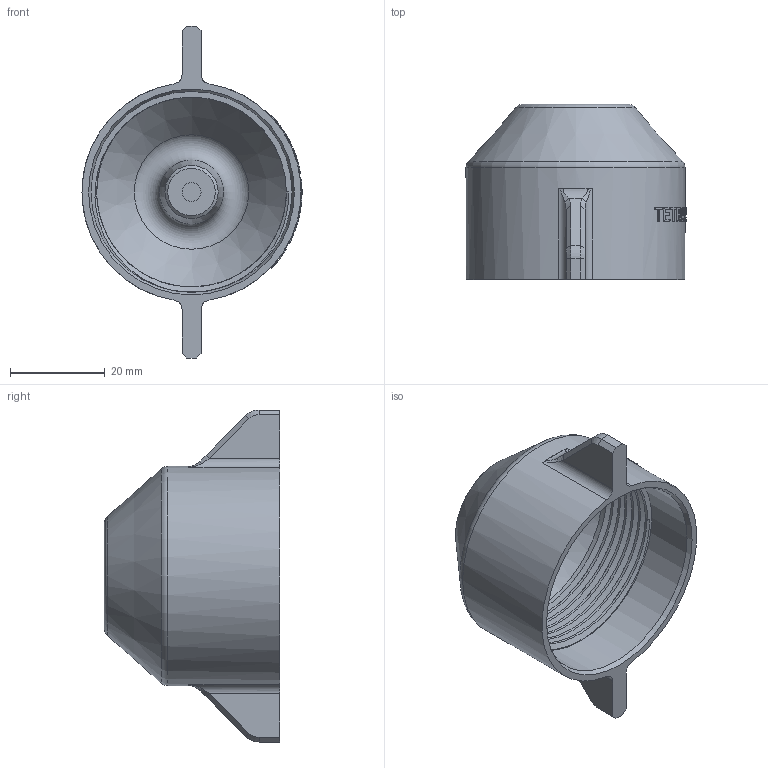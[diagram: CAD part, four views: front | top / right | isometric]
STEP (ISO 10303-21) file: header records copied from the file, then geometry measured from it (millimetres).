
FILE_DESCRIPTION(/* description */ ('STEP AP214'),/* implementation_level */ '2;1');
FILE_NAME(/* name */ 'TetraValveCap v3.stp',/* time_stamp */ '2020-05-20T13:24:02-07:00',/* author */ ('paddy'),/* organization */ (''),/* preprocessor_version */ 'ST-DEVELOPER v18.1',/* originating_system */ 'Autodesk Inventor 2021',/* authorisation */ '');
FILE_SCHEMA (('AUTOMOTIVE_DESIGN { 1 0 10303 214 3 1 1 }'));
Length unit declared in the file: millimetre
Products named in the file (1): Part3
Bounding box: 46.4 x 36.94 x 70 mm (x, y, z)
Volume: 13691.9 mm3; surface area: 13234.7 mm2
Topology: 1 solids, 1 shells, 266 faces, 729 edges, 483 vertices
Faces by surface type: bspline 140, plane 71, cylinder 43, cone 9, torus 3
Full cylindrical faces by diameter (mm): 4 x1, 40.02 x6, 42.249 x6, 42.4 x1, 46.2 x1
Entity records: 14411 total; most frequent: CARTESIAN_POINT 8560, ORIENTED_EDGE 1458, DIRECTION 778, EDGE_CURVE 729, VERTEX_POINT 483, B_SPLINE_CURVE_WITH_KNOTS 303, LINE 294, VECTOR 294
